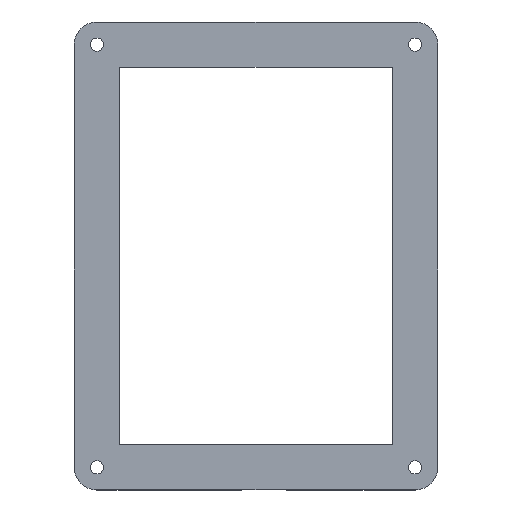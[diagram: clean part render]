
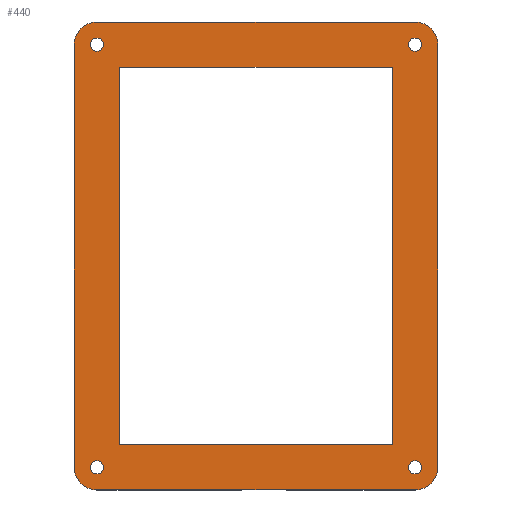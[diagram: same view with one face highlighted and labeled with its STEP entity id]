
A CAD part, top view. The second image highlights one B-rep face of the part: STEP entity #440.
In plain terms, the highlighted planar face has unit normal (0, 0, 1).
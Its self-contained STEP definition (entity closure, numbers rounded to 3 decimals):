
#19=FACE_BOUND('',#83,.T.);
#20=FACE_BOUND('',#84,.T.);
#21=FACE_BOUND('',#85,.T.);
#22=FACE_BOUND('',#86,.T.);
#23=FACE_BOUND('',#87,.T.);
#36=PLANE('',#479);
#57=FACE_OUTER_BOUND('',#82,.T.);
#82=EDGE_LOOP('',(#396,#397,#398,#399,#400,#401,#402,#403));
#83=EDGE_LOOP('',(#404));
#84=EDGE_LOOP('',(#405,#406,#407,#408));
#85=EDGE_LOOP('',(#409));
#86=EDGE_LOOP('',(#410));
#87=EDGE_LOOP('',(#411));
#102=LINE('',#650,#146);
#107=LINE('',#664,#151);
#119=LINE('',#689,#163);
#124=LINE('',#705,#168);
#126=LINE('',#709,#170);
#128=LINE('',#712,#172);
#130=LINE('',#718,#174);
#131=LINE('',#720,#175);
#146=VECTOR('',#520,10.);
#151=VECTOR('',#535,10.);
#163=VECTOR('',#559,10.);
#168=VECTOR('',#578,10.);
#170=VECTOR('',#582,10.);
#172=VECTOR('',#586,10.);
#174=VECTOR('',#594,10.);
#175=VECTOR('',#597,10.);
#176=CIRCLE('',#444,5.);
#185=CIRCLE('',#456,5.);
#186=CIRCLE('',#458,5.);
#187=CIRCLE('',#461,5.);
#188=CIRCLE('',#467,1.45);
#189=CIRCLE('',#469,1.45);
#190=CIRCLE('',#471,1.45);
#191=CIRCLE('',#476,1.45);
#192=VERTEX_POINT('',#602);
#193=VERTEX_POINT('',#603);
#214=VERTEX_POINT('',#649);
#215=VERTEX_POINT('',#653);
#216=VERTEX_POINT('',#657);
#217=VERTEX_POINT('',#658);
#218=VERTEX_POINT('',#663);
#221=VERTEX_POINT('',#672);
#224=VERTEX_POINT('',#686);
#225=VERTEX_POINT('',#688);
#226=VERTEX_POINT('',#692);
#227=VERTEX_POINT('',#696);
#228=VERTEX_POINT('',#700);
#229=VERTEX_POINT('',#704);
#230=VERTEX_POINT('',#708);
#231=VERTEX_POINT('',#714);
#232=EDGE_CURVE('',#192,#193,#176,.T.);
#255=EDGE_CURVE('',#214,#193,#102,.T.);
#257=EDGE_CURVE('',#214,#215,#185,.T.);
#259=EDGE_CURVE('',#216,#217,#186,.T.);
#262=EDGE_CURVE('',#218,#217,#107,.T.);
#267=EDGE_CURVE('',#218,#221,#187,.T.);
#275=EDGE_CURVE('',#225,#224,#119,.T.);
#277=EDGE_CURVE('',#226,#226,#188,.T.);
#279=EDGE_CURVE('',#227,#227,#189,.T.);
#281=EDGE_CURVE('',#228,#228,#190,.T.);
#283=EDGE_CURVE('',#229,#225,#124,.T.);
#285=EDGE_CURVE('',#230,#229,#126,.T.);
#287=EDGE_CURVE('',#224,#230,#128,.T.);
#288=EDGE_CURVE('',#231,#231,#191,.T.);
#290=EDGE_CURVE('',#216,#215,#130,.T.);
#291=EDGE_CURVE('',#192,#221,#131,.T.);
#396=ORIENTED_EDGE('',*,*,#232,.F.);
#397=ORIENTED_EDGE('',*,*,#291,.T.);
#398=ORIENTED_EDGE('',*,*,#267,.F.);
#399=ORIENTED_EDGE('',*,*,#262,.T.);
#400=ORIENTED_EDGE('',*,*,#259,.F.);
#401=ORIENTED_EDGE('',*,*,#290,.T.);
#402=ORIENTED_EDGE('',*,*,#257,.F.);
#403=ORIENTED_EDGE('',*,*,#255,.T.);
#404=ORIENTED_EDGE('',*,*,#288,.T.);
#405=ORIENTED_EDGE('',*,*,#275,.T.);
#406=ORIENTED_EDGE('',*,*,#287,.T.);
#407=ORIENTED_EDGE('',*,*,#285,.T.);
#408=ORIENTED_EDGE('',*,*,#283,.T.);
#409=ORIENTED_EDGE('',*,*,#281,.T.);
#410=ORIENTED_EDGE('',*,*,#279,.T.);
#411=ORIENTED_EDGE('',*,*,#277,.T.);
#440=ADVANCED_FACE('',(#57,#19,#20,#21,#22,#23),#36,.T.);
#444=AXIS2_PLACEMENT_3D('',#604,#484,#485);
#456=AXIS2_PLACEMENT_3D('',#654,#524,#525);
#458=AXIS2_PLACEMENT_3D('',#659,#529,#530);
#461=AXIS2_PLACEMENT_3D('',#673,#542,#543);
#467=AXIS2_PLACEMENT_3D('',#693,#563,#564);
#469=AXIS2_PLACEMENT_3D('',#697,#568,#569);
#471=AXIS2_PLACEMENT_3D('',#701,#573,#574);
#476=AXIS2_PLACEMENT_3D('',#715,#589,#590);
#479=AXIS2_PLACEMENT_3D('',#721,#598,#599);
#484=DIRECTION('center_axis',(0.,0.,-1.));
#485=DIRECTION('ref_axis',(-0.707,0.707,0.));
#520=DIRECTION('',(-1.,0.,0.));
#524=DIRECTION('center_axis',(0.,0.,-1.));
#525=DIRECTION('ref_axis',(0.707,0.707,0.));
#529=DIRECTION('center_axis',(0.,0.,-1.));
#530=DIRECTION('ref_axis',(0.707,-0.707,0.));
#535=DIRECTION('',(1.,0.,0.));
#542=DIRECTION('center_axis',(0.,0.,-1.));
#543=DIRECTION('ref_axis',(-0.707,-0.707,0.));
#559=DIRECTION('',(-1.,0.,0.));
#563=DIRECTION('center_axis',(0.,0.,-1.));
#564=DIRECTION('ref_axis',(1.,0.,0.));
#568=DIRECTION('center_axis',(0.,0.,-1.));
#569=DIRECTION('ref_axis',(1.,0.,0.));
#573=DIRECTION('center_axis',(0.,0.,-1.));
#574=DIRECTION('ref_axis',(1.,0.,0.));
#578=DIRECTION('',(0.,-1.,0.));
#582=DIRECTION('',(1.,0.,0.));
#586=DIRECTION('',(0.,1.,0.));
#589=DIRECTION('center_axis',(0.,0.,-1.));
#590=DIRECTION('ref_axis',(1.,0.,0.));
#594=DIRECTION('',(0.,1.,0.));
#597=DIRECTION('',(0.,-1.,0.));
#598=DIRECTION('center_axis',(0.,0.,1.));
#599=DIRECTION('ref_axis',(1.,0.,0.));
#602=CARTESIAN_POINT('',(-10.,88.47,27.));
#603=CARTESIAN_POINT('',(-5.,93.47,27.));
#604=CARTESIAN_POINT('Origin',(-5.,88.47,27.));
#649=CARTESIAN_POINT('',(65.36,93.47,27.));
#650=CARTESIAN_POINT('',(50.27,93.47,27.));
#653=CARTESIAN_POINT('',(70.36,88.47,27.));
#654=CARTESIAN_POINT('Origin',(65.36,88.47,27.));
#657=CARTESIAN_POINT('',(70.36,-5.,27.));
#658=CARTESIAN_POINT('',(65.36,-10.,27.));
#659=CARTESIAN_POINT('Origin',(65.36,-5.,27.));
#663=CARTESIAN_POINT('',(-5.,-10.,27.));
#664=CARTESIAN_POINT('',(10.09,-10.,27.));
#672=CARTESIAN_POINT('',(-10.,-5.,27.));
#673=CARTESIAN_POINT('Origin',(-5.,-5.,27.));
#686=CARTESIAN_POINT('',(0.,0.,27.));
#688=CARTESIAN_POINT('',(60.36,0.,27.));
#689=CARTESIAN_POINT('',(45.27,0.,27.));
#692=CARTESIAN_POINT('',(63.91,-5.,27.));
#693=CARTESIAN_POINT('Origin',(65.36,-5.,27.));
#696=CARTESIAN_POINT('',(-6.45,-5.,27.));
#697=CARTESIAN_POINT('Origin',(-5.,-5.,27.));
#700=CARTESIAN_POINT('',(63.91,88.47,27.));
#701=CARTESIAN_POINT('Origin',(65.36,88.47,27.));
#704=CARTESIAN_POINT('',(60.36,83.47,27.));
#705=CARTESIAN_POINT('',(60.36,62.603,27.));
#708=CARTESIAN_POINT('',(0.,83.47,27.));
#709=CARTESIAN_POINT('',(15.09,83.47,27.));
#712=CARTESIAN_POINT('',(0.,20.868,27.));
#714=CARTESIAN_POINT('',(-6.45,88.47,27.));
#715=CARTESIAN_POINT('Origin',(-5.,88.47,27.));
#718=CARTESIAN_POINT('',(70.36,15.868,27.));
#720=CARTESIAN_POINT('',(-10.,67.603,27.));
#721=CARTESIAN_POINT('Origin',(30.18,41.735,27.));
